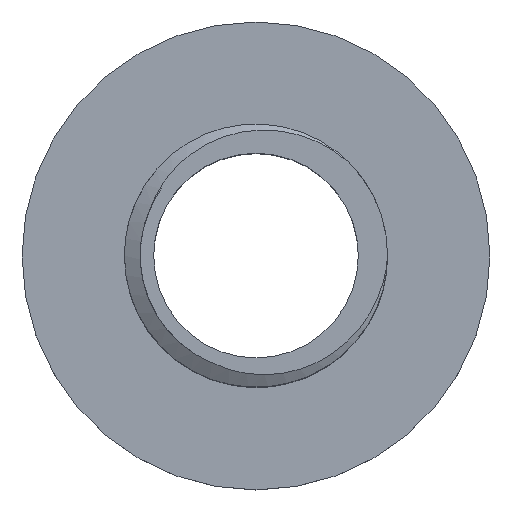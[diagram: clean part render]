
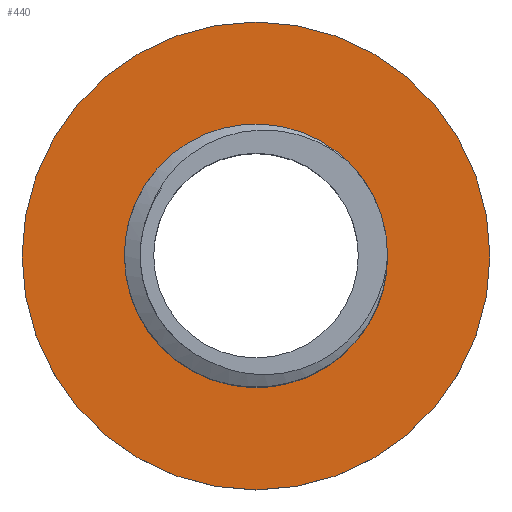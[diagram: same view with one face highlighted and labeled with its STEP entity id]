
A CAD part, top view. The second image highlights one B-rep face of the part: STEP entity #440.
In plain terms, the highlighted planar face has unit normal (0, 0, 1).
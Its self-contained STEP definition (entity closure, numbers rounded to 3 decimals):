
#1 = CIRCLE ( 'NONE', #2002, 4.5 ) ;
#62 = CARTESIAN_POINT ( 'NONE',  ( 8., 0., 1. ) ) ;
#82 = VERTEX_POINT ( 'NONE', #62 ) ;
#392 = CARTESIAN_POINT ( 'NONE',  ( -4.5, 0., 1. ) ) ;
#427 = FACE_BOUND ( 'NONE', #930, .T. ) ;
#430 = ORIENTED_EDGE ( 'NONE', *, *, #914, .T. ) ;
#440 = ADVANCED_FACE ( 'NONE', ( #427, #2097 ), #1420, .T. ) ;
#452 = VERTEX_POINT ( 'NONE', #392 ) ;
#463 = AXIS2_PLACEMENT_3D ( 'NONE', #1474, #775, #1644 ) ;
#484 = ORIENTED_EDGE ( 'NONE', *, *, #1587, .F. ) ;
#585 = CIRCLE ( 'NONE', #463, 4.5 ) ;
#772 = CARTESIAN_POINT ( 'NONE',  ( 0., 0., 1. ) ) ;
#775 = DIRECTION ( 'NONE',  ( 0., 0., 1. ) ) ;
#838 = DIRECTION ( 'NONE',  ( 0., 0., 1. ) ) ;
#905 = VERTEX_POINT ( 'NONE', #2118 ) ;
#914 = EDGE_CURVE ( 'NONE', #905, #82, #1229, .T. ) ;
#927 = DIRECTION ( 'NONE',  ( 0., 0., 1. ) ) ;
#930 = EDGE_LOOP ( 'NONE', ( #1115, #484 ) ) ;
#939 = DIRECTION ( 'NONE',  ( 1., 0., 0. ) ) ;
#997 = CIRCLE ( 'NONE', #2136, 8. ) ;
#1115 = ORIENTED_EDGE ( 'NONE', *, *, #1442, .F. ) ;
#1156 = CARTESIAN_POINT ( 'NONE',  ( 4.5, 0., 1. ) ) ;
#1229 = CIRCLE ( 'NONE', #1605, 8. ) ;
#1244 = DIRECTION ( 'NONE',  ( 0., 0., 1. ) ) ;
#1345 = VERTEX_POINT ( 'NONE', #1156 ) ;
#1420 = PLANE ( 'NONE',  #2083 ) ;
#1442 = EDGE_CURVE ( 'NONE', #1345, #452, #585, .T. ) ;
#1474 = CARTESIAN_POINT ( 'NONE',  ( 0., 0., 1. ) ) ;
#1510 = EDGE_CURVE ( 'NONE', #82, #905, #997, .T. ) ;
#1519 = DIRECTION ( 'NONE',  ( 1., 0., 0. ) ) ;
#1526 = CARTESIAN_POINT ( 'NONE',  ( 0., 0., 1. ) ) ;
#1534 = EDGE_LOOP ( 'NONE', ( #430, #1922 ) ) ;
#1587 = EDGE_CURVE ( 'NONE', #452, #1345, #1, .T. ) ;
#1605 = AXIS2_PLACEMENT_3D ( 'NONE', #772, #927, #939 ) ;
#1644 = DIRECTION ( 'NONE',  ( 1., 0., 0. ) ) ;
#1740 = DIRECTION ( 'NONE',  ( 1., 0., 0. ) ) ;
#1922 = ORIENTED_EDGE ( 'NONE', *, *, #1510, .T. ) ;
#1936 = CARTESIAN_POINT ( 'NONE',  ( 0., 0., 1. ) ) ;
#2002 = AXIS2_PLACEMENT_3D ( 'NONE', #1526, #2051, #2215 ) ;
#2044 = CARTESIAN_POINT ( 'NONE',  ( 0., 0., 1. ) ) ;
#2051 = DIRECTION ( 'NONE',  ( 0., 0., 1. ) ) ;
#2083 = AXIS2_PLACEMENT_3D ( 'NONE', #1936, #1244, #1740 ) ;
#2097 = FACE_OUTER_BOUND ( 'NONE', #1534, .T. ) ;
#2118 = CARTESIAN_POINT ( 'NONE',  ( -8., 0., 1. ) ) ;
#2136 = AXIS2_PLACEMENT_3D ( 'NONE', #2044, #838, #1519 ) ;
#2215 = DIRECTION ( 'NONE',  ( 1., 0., 0. ) ) ;
